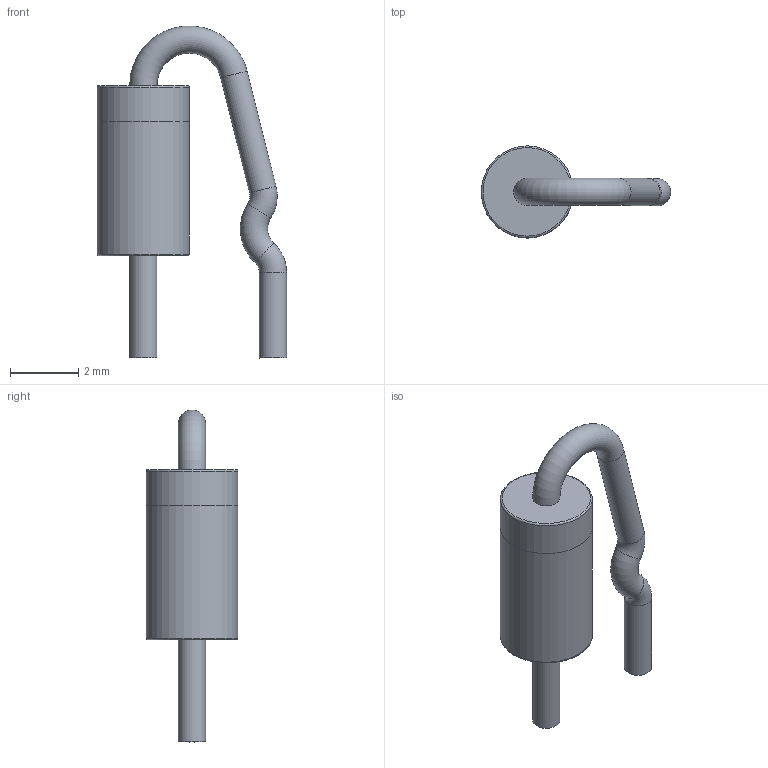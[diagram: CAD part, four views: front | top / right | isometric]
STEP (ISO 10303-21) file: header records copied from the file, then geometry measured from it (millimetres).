
FILE_DESCRIPTION(('STEP AP214'), '1');
FILE_NAME('DO', '2019-03-05T18:01:30', ('Nobody'), (''), 'ASCON STEP Converter 1.3', 'ASCON Math Kernel', '');
FILE_SCHEMA(('AUTOMOTIVE_DESIGN { 1 0 10303 214 3 1 1}'));
Length unit declared in the file: millimetre
Bounding box: 5.56 x 2.7 x 9.75 mm (x, y, z)
Volume: 36.4 mm3; surface area: 94.6 mm2
Topology: 3 solids, 3 shells, 17 faces, 25 edges, 14 vertices
Faces by surface type: torus 6, plane 6, cylinder 5
Full cylindrical faces by diameter (mm): 0.8 x3, 2.7 x2
Entity records: 506 total; most frequent: DIRECTION 64, CARTESIAN_POINT 46, AXIS2_PLACEMENT_3D 32, EDGE_LOOP 28, ORIENTED_EDGE 28, FACE_OUTER_BOUND 22, COLOUR_RGB 20, FILL_AREA_STYLE_COLOUR 20
